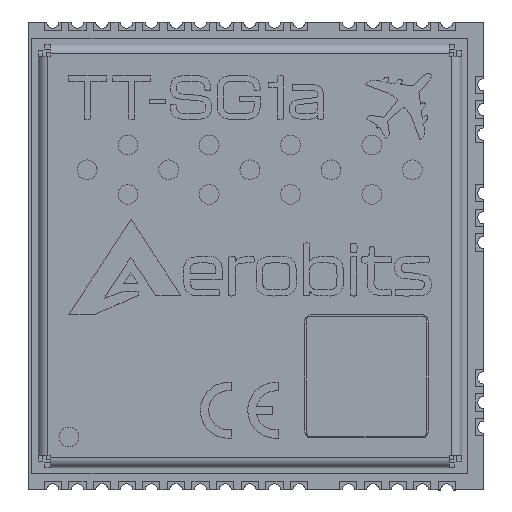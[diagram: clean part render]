
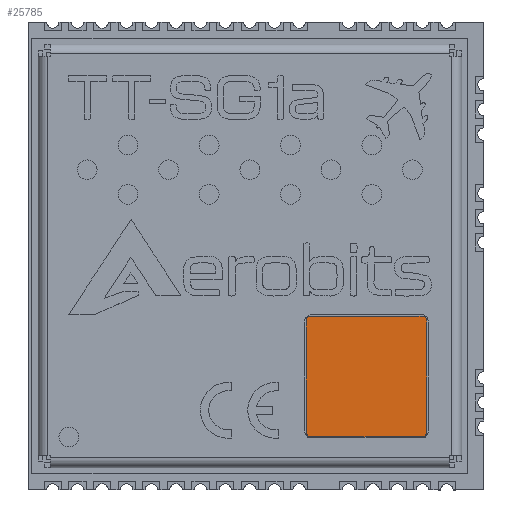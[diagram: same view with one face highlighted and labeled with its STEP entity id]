
A CAD part, top view. The second image highlights one B-rep face of the part: STEP entity #25785.
In plain terms, the highlighted face is planar.
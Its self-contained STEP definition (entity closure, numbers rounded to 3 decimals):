
#1227=PLANE('',#27690);
#2493=FACE_OUTER_BOUND('',#3829,.T.);
#3829=EDGE_LOOP('',(#23796,#23797,#23798,#23799,#23800,#23801,#23802,#23803,
#23804,#23805,#23806));
#5416=LINE('',#38123,#8500);
#5421=LINE('',#38137,#8505);
#5426=LINE('',#38155,#8510);
#5433=LINE('',#38184,#8517);
#8500=VECTOR('',#30875,10.);
#8505=VECTOR('',#30888,10.);
#8510=VECTOR('',#30907,10.);
#8517=VECTOR('',#30940,10.);
#10302=CIRCLE('',#26699,0.201);
#10304=CIRCLE('',#26703,476.604);
#10306=CIRCLE('',#26706,0.201);
#10308=CIRCLE('',#26710,0.201);
#10310=CIRCLE('',#26713,477.394);
#10312=CIRCLE('',#26716,0.206);
#10314=CIRCLE('',#26719,0.206);
#11838=VERTEX_POINT('',#38121);
#11839=VERTEX_POINT('',#38122);
#11842=VERTEX_POINT('',#38130);
#11844=VERTEX_POINT('',#38136);
#11846=VERTEX_POINT('',#38142);
#11848=VERTEX_POINT('',#38148);
#11850=VERTEX_POINT('',#38154);
#11852=VERTEX_POINT('',#38160);
#11854=VERTEX_POINT('',#38166);
#11856=VERTEX_POINT('',#38172);
#11858=VERTEX_POINT('',#38178);
#14852=EDGE_CURVE('',#11838,#11839,#5416,.T.);
#14856=EDGE_CURVE('',#11842,#11838,#10302,.T.);
#14859=EDGE_CURVE('',#11844,#11842,#5421,.T.);
#14862=EDGE_CURVE('',#11846,#11844,#10304,.T.);
#14865=EDGE_CURVE('',#11848,#11846,#10306,.T.);
#14868=EDGE_CURVE('',#11850,#11848,#5426,.T.);
#14871=EDGE_CURVE('',#11852,#11850,#10308,.T.);
#14874=EDGE_CURVE('',#11854,#11852,#10310,.T.);
#14877=EDGE_CURVE('',#11856,#11854,#10312,.T.);
#14880=EDGE_CURVE('',#11858,#11856,#10314,.T.);
#14883=EDGE_CURVE('',#11839,#11858,#5433,.T.);
#23796=ORIENTED_EDGE('',*,*,#14852,.T.);
#23797=ORIENTED_EDGE('',*,*,#14883,.T.);
#23798=ORIENTED_EDGE('',*,*,#14880,.T.);
#23799=ORIENTED_EDGE('',*,*,#14877,.T.);
#23800=ORIENTED_EDGE('',*,*,#14874,.T.);
#23801=ORIENTED_EDGE('',*,*,#14871,.T.);
#23802=ORIENTED_EDGE('',*,*,#14868,.T.);
#23803=ORIENTED_EDGE('',*,*,#14865,.T.);
#23804=ORIENTED_EDGE('',*,*,#14862,.T.);
#23805=ORIENTED_EDGE('',*,*,#14859,.T.);
#23806=ORIENTED_EDGE('',*,*,#14856,.T.);
#25785=ADVANCED_FACE('',(#2493),#1227,.T.);
#26699=AXIS2_PLACEMENT_3D('',#38131,#30881,#30882);
#26703=AXIS2_PLACEMENT_3D('',#38143,#30893,#30894);
#26706=AXIS2_PLACEMENT_3D('',#38149,#30900,#30901);
#26710=AXIS2_PLACEMENT_3D('',#38161,#30912,#30913);
#26713=AXIS2_PLACEMENT_3D('',#38167,#30919,#30920);
#26716=AXIS2_PLACEMENT_3D('',#38173,#30926,#30927);
#26719=AXIS2_PLACEMENT_3D('',#38179,#30933,#30934);
#27690=AXIS2_PLACEMENT_3D('',#41757,#34289,#34290);
#30875=DIRECTION('',(-1.,0.,0.));
#30881=DIRECTION('center_axis',(0.,0.,-1.));
#30882=DIRECTION('ref_axis',(0.991,-0.13,0.));
#30888=DIRECTION('',(-0.024,-1.,0.));
#30893=DIRECTION('center_axis',(0.,0.,-1.));
#30894=DIRECTION('ref_axis',(1.,0.005,0.));
#30900=DIRECTION('center_axis',(0.,0.,-1.));
#30901=DIRECTION('ref_axis',(0.029,1.,0.));
#30907=DIRECTION('',(1.,0.,0.));
#30912=DIRECTION('center_axis',(0.,0.,-1.));
#30913=DIRECTION('ref_axis',(-0.999,0.041,0.));
#30919=DIRECTION('center_axis',(0.,0.,-1.));
#30920=DIRECTION('ref_axis',(-1.,-0.005,0.));
#30926=DIRECTION('center_axis',(0.,0.,-1.));
#30927=DIRECTION('ref_axis',(-0.761,-0.649,0.));
#30933=DIRECTION('center_axis',(0.,0.,-1.));
#30934=DIRECTION('ref_axis',(-0.013,-1.,0.));
#30940=DIRECTION('',(-1.,0.,0.));
#34289=DIRECTION('center_axis',(0.,0.,-1.));
#34290=DIRECTION('ref_axis',(-1.,0.,0.));
#38121=CARTESIAN_POINT('',(15.597,11.041,0.));
#38122=CARTESIAN_POINT('',(14.989,11.041,0.));
#38123=CARTESIAN_POINT('',(7.796,11.038,0.));
#38130=CARTESIAN_POINT('',(15.785,11.216,0.));
#38131=CARTESIAN_POINT('Origin',(15.586,11.242,0.));
#38136=CARTESIAN_POINT('',(15.787,11.284,0.));
#38137=CARTESIAN_POINT('',(15.649,5.459,0.));
#38142=CARTESIAN_POINT('',(15.786,15.749,0.));
#38143=CARTESIAN_POINT('Origin',(-460.812,13.5,0.));
#38148=CARTESIAN_POINT('',(15.592,15.941,0.));
#38149=CARTESIAN_POINT('Origin',(15.586,15.74,0.));
#38154=CARTESIAN_POINT('',(11.081,15.941,0.));
#38155=CARTESIAN_POINT('',(5.541,15.941,0.));
#38160=CARTESIAN_POINT('',(10.887,15.749,0.));
#38161=CARTESIAN_POINT('Origin',(11.087,15.74,0.));
#38166=CARTESIAN_POINT('',(10.887,11.28,0.));
#38167=CARTESIAN_POINT('Origin',(488.275,13.5,0.));
#38172=CARTESIAN_POINT('',(10.933,11.113,0.));
#38173=CARTESIAN_POINT('Origin',(11.09,11.247,0.));
#38178=CARTESIAN_POINT('',(11.087,11.041,0.));
#38179=CARTESIAN_POINT('Origin',(11.09,11.247,0.));
#38184=CARTESIAN_POINT('',(7.494,11.041,0.));
#41757=CARTESIAN_POINT('Origin',(0.,0.,0.));
